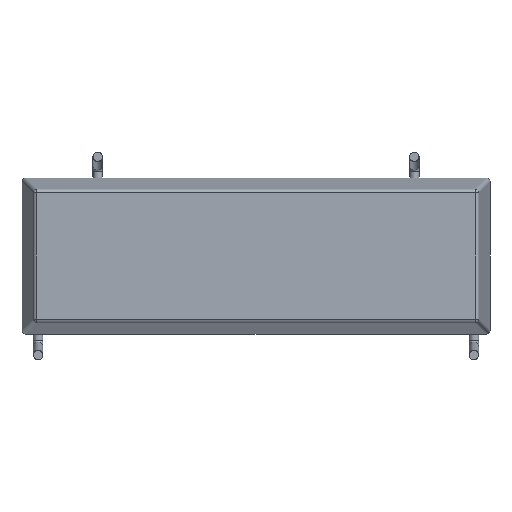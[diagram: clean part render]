
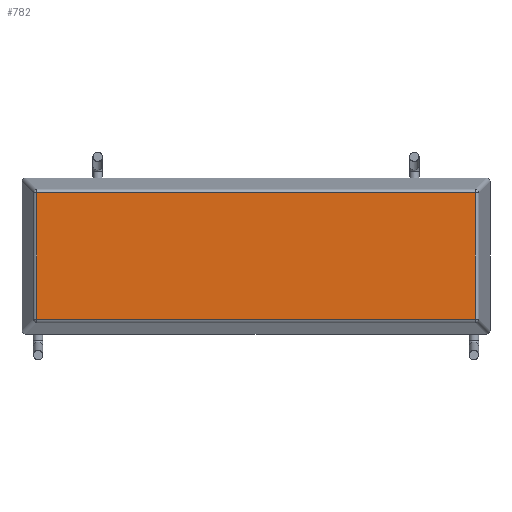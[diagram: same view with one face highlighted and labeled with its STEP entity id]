
A CAD part, front view. The second image highlights one B-rep face of the part: STEP entity #782.
In plain terms, the highlighted face is planar.
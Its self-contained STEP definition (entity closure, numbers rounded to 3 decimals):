
#48=PLANE('',#920);
#90=LINE('',#1312,#141);
#92=LINE('',#1322,#143);
#96=LINE('',#1335,#147);
#100=LINE('',#1344,#151);
#141=VECTOR('',#1037,10.);
#143=VECTOR('',#1049,10.);
#147=VECTOR('',#1065,10.);
#151=VECTOR('',#1075,10.);
#241=FACE_OUTER_BOUND('',#290,.T.);
#290=EDGE_LOOP('',(#673,#674,#675,#676));
#360=VERTEX_POINT('',#1291);
#364=VERTEX_POINT('',#1299);
#368=VERTEX_POINT('',#1314);
#371=VERTEX_POINT('',#1327);
#440=EDGE_CURVE('',#360,#364,#90,.T.);
#445=EDGE_CURVE('',#368,#360,#92,.T.);
#452=EDGE_CURVE('',#371,#368,#96,.T.);
#457=EDGE_CURVE('',#364,#371,#100,.T.);
#673=ORIENTED_EDGE('',*,*,#440,.F.);
#674=ORIENTED_EDGE('',*,*,#445,.F.);
#675=ORIENTED_EDGE('',*,*,#452,.F.);
#676=ORIENTED_EDGE('',*,*,#457,.F.);
#782=ADVANCED_FACE('',(#241),#48,.T.);
#920=AXIS2_PLACEMENT_3D('',#1425,#1169,#1170);
#1037=DIRECTION('',(1.,0.,0.));
#1049=DIRECTION('',(0.,0.,-1.));
#1065=DIRECTION('',(-1.,0.,0.));
#1075=DIRECTION('',(0.,0.,1.));
#1169=DIRECTION('center_axis',(0.,1.,0.));
#1170=DIRECTION('ref_axis',(0.,0.,1.));
#1291=CARTESIAN_POINT('',(-14.042,4.35,-4.042));
#1299=CARTESIAN_POINT('',(14.042,4.35,-4.042));
#1312=CARTESIAN_POINT('',(3.75,4.35,-4.042));
#1314=CARTESIAN_POINT('',(-14.042,4.35,4.042));
#1322=CARTESIAN_POINT('',(-14.042,4.35,-1.25));
#1327=CARTESIAN_POINT('',(14.042,4.35,4.042));
#1335=CARTESIAN_POINT('',(-3.75,4.35,4.042));
#1344=CARTESIAN_POINT('',(14.042,4.35,1.25));
#1425=CARTESIAN_POINT('Origin',(0.,4.35,0.));
